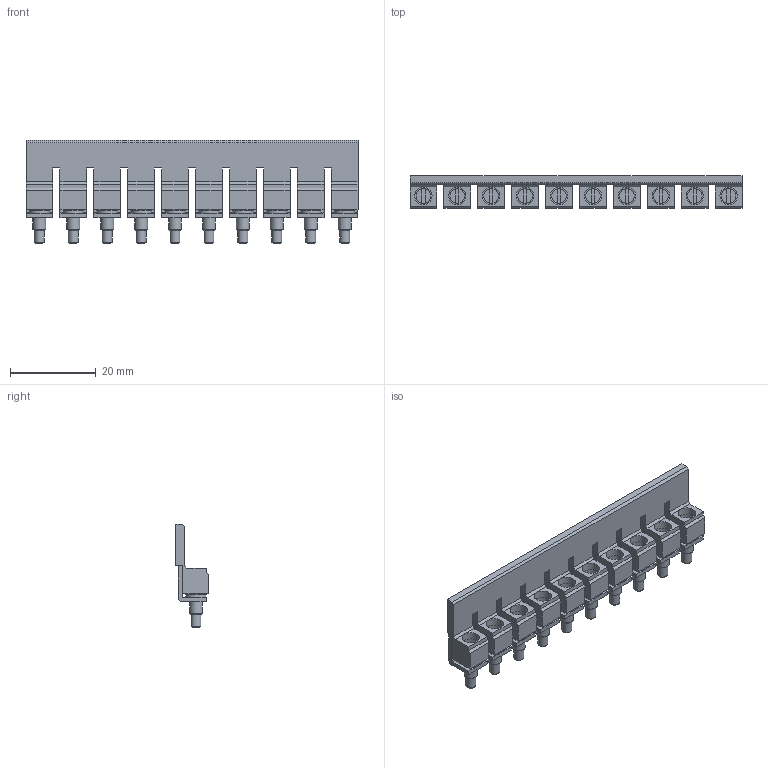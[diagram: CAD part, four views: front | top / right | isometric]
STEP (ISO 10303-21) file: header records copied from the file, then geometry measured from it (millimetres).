
FILE_DESCRIPTION( ( 'STEP AP214' ), '1' );
FILE_NAME( '1052260000.stp', ' ', ( ' ' ), ( ' ' ), 'PSStep 15.0.47', 'PARTsolutions', ' ' );
FILE_SCHEMA( ( 'AUTOMOTIVE_DESIGN { 1 0 10303 214 1 1 1 1 }' ) );
Length unit declared in the file: millimetre
Products named in the file (1): HI_WQV 6/10 1052260000
Bounding box: 77.3 x 7.54 x 24 mm (x, y, z)
Volume: 3939 mm3; surface area: 7562.8 mm2
Topology: 1 solids, 1 shells, 413 faces, 1023 edges, 672 vertices
Faces by surface type: plane 283, cylinder 100, cone 30
Full cylindrical faces by diameter (mm): 2.3 x10, 2.4 x10, 3 x10, 3.4 x10, 3.9 x10, 4.07 x10, 4.75 x10, 4.8 x10
Entity records: 14717 total; most frequent: DIRECTION 1951, CARTESIAN_POINT 1949, ORIENTED_EDGE 1766, EDGE_CURVE 883, AXIS2_PLACEMENT_3D 664, VERTEX_POINT 642, LINE 623, VECTOR 623
